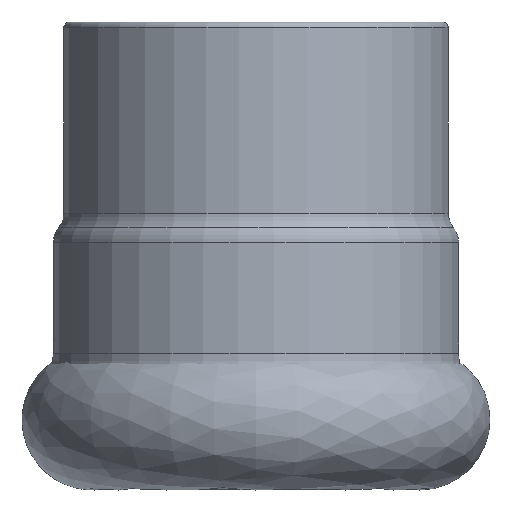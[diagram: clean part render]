
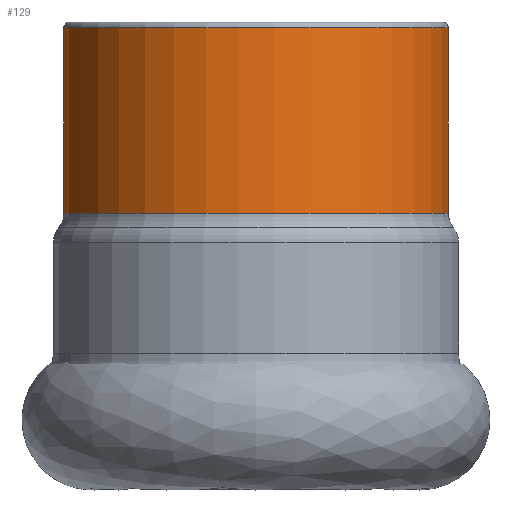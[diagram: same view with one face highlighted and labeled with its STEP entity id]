
A CAD part, front view. The second image highlights one B-rep face of the part: STEP entity #129.
In plain terms, the highlighted cylindrical face has radius 16.5 mm (diameter 33 mm), a full revolution.
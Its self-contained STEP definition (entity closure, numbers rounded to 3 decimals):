
#122=CYLINDRICAL_SURFACE('',#496,16.5);
#129=ADVANCED_FACE('CN_SU1',(#163,#164),#122,.T.);
#163=FACE_BOUND('',#212,.T.);
#164=FACE_BOUND('',#213,.T.);
#212=EDGE_LOOP('',(#260));
#213=EDGE_LOOP('',(#261));
#260=ORIENTED_EDGE('',*,*,#333,.T.);
#261=ORIENTED_EDGE('',*,*,#334,.T.);
#308=VERTEX_POINT('',#745);
#309=VERTEX_POINT('',#747);
#333=EDGE_CURVE('',#308,#308,#357,.T.);
#334=EDGE_CURVE('',#309,#309,#358,.T.);
#357=CIRCLE('',#494,16.5);
#358=CIRCLE('',#495,16.5);
#494=AXIS2_PLACEMENT_3D('',#744,#569,#570);
#495=AXIS2_PLACEMENT_3D('',#746,#571,#572);
#496=AXIS2_PLACEMENT_3D('',#748,#573,#574);
#569=DIRECTION('',(0.,0.,-1.));
#570=DIRECTION('',(0.996,0.087,0.));
#571=DIRECTION('',(0.,0.,1.));
#572=DIRECTION('',(0.996,0.087,0.));
#573=DIRECTION('',(0.,0.,-1.));
#574=DIRECTION('',(-0.996,-0.087,0.));
#744=CARTESIAN_POINT('',(0.,0.,-0.5));
#745=CARTESIAN_POINT('',(16.437,1.438,-0.5));
#746=CARTESIAN_POINT('',(0.,0.,-16.337));
#747=CARTESIAN_POINT('',(16.437,1.438,-16.337));
#748=CARTESIAN_POINT('',(0.,0.,32.));
